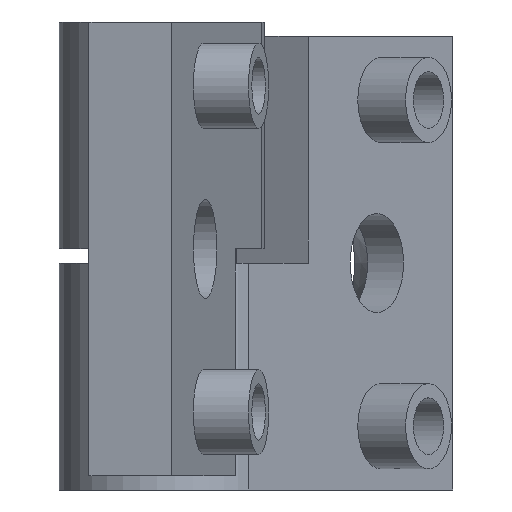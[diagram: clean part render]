
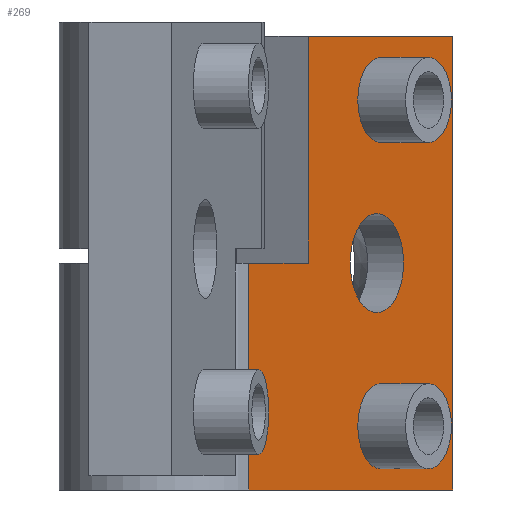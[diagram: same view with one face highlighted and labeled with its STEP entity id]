
A CAD part, left-side view. The second image highlights one B-rep face of the part: STEP entity #269.
In plain terms, the highlighted face is planar.
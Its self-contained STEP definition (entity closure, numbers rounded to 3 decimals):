
#23=LINE('',#432,#39);
#28=LINE('',#446,#44);
#33=LINE('',#455,#49);
#34=LINE('',#457,#50);
#35=LINE('',#459,#51);
#36=LINE('',#460,#52);
#39=VECTOR('',#356,16.);
#44=VECTOR('',#367,16.);
#49=VECTOR('',#376,7.859);
#50=VECTOR('',#377,26.859);
#51=VECTOR('',#378,32.);
#52=VECTOR('',#379,19.);
#62=PLANE('',#302);
#76=FACE_BOUND('',#120,.T.);
#77=FACE_BOUND('',#121,.T.);
#78=FACE_BOUND('',#122,.T.);
#92=FACE_OUTER_BOUND('',#119,.T.);
#119=EDGE_LOOP('',(#225,#226,#227,#228,#229,#230));
#120=EDGE_LOOP('',(#231));
#121=EDGE_LOOP('',(#232));
#122=EDGE_LOOP('',(#233));
#132=CIRCLE('',#286,3.);
#134=CIRCLE('',#290,3.);
#137=CIRCLE('',#296,3.5);
#145=VERTEX_POINT('',#412);
#147=VERTEX_POINT('',#418);
#150=VERTEX_POINT('',#427);
#151=VERTEX_POINT('',#430);
#152=VERTEX_POINT('',#431);
#155=VERTEX_POINT('',#439);
#158=VERTEX_POINT('',#444);
#161=VERTEX_POINT('',#456);
#162=VERTEX_POINT('',#458);
#168=EDGE_CURVE('',#145,#145,#132,.T.);
#170=EDGE_CURVE('',#147,#147,#134,.T.);
#173=EDGE_CURVE('',#150,#150,#137,.T.);
#174=EDGE_CURVE('',#151,#152,#23,.T.);
#181=EDGE_CURVE('',#155,#158,#28,.T.);
#186=EDGE_CURVE('',#152,#155,#33,.T.);
#187=EDGE_CURVE('',#158,#161,#34,.T.);
#188=EDGE_CURVE('',#161,#162,#35,.T.);
#189=EDGE_CURVE('',#162,#151,#36,.T.);
#225=ORIENTED_EDGE('',*,*,#186,.T.);
#226=ORIENTED_EDGE('',*,*,#181,.T.);
#227=ORIENTED_EDGE('',*,*,#187,.T.);
#228=ORIENTED_EDGE('',*,*,#188,.T.);
#229=ORIENTED_EDGE('',*,*,#189,.T.);
#230=ORIENTED_EDGE('',*,*,#174,.T.);
#231=ORIENTED_EDGE('',*,*,#168,.T.);
#232=ORIENTED_EDGE('',*,*,#170,.T.);
#233=ORIENTED_EDGE('',*,*,#173,.T.);
#269=ADVANCED_FACE('',(#92,#76,#77,#78),#62,.T.);
#286=AXIS2_PLACEMENT_3D('',#413,#332,#333);
#290=AXIS2_PLACEMENT_3D('',#419,#340,#341);
#296=AXIS2_PLACEMENT_3D('',#428,#352,#353);
#302=AXIS2_PLACEMENT_3D('',#454,#374,#375);
#332=DIRECTION('center_axis',(0.,1.,0.));
#333=DIRECTION('ref_axis',(-1.,0.,0.));
#340=DIRECTION('center_axis',(0.,1.,0.));
#341=DIRECTION('ref_axis',(-1.,0.,0.));
#352=DIRECTION('center_axis',(0.,1.,0.));
#353=DIRECTION('ref_axis',(1.,0.,0.));
#356=DIRECTION('',(0.,0.,1.));
#367=DIRECTION('',(0.,0.,1.));
#374=DIRECTION('center_axis',(0.,-1.,0.));
#375=DIRECTION('ref_axis',(0.,0.,-1.));
#376=DIRECTION('',(1.,0.,0.));
#377=DIRECTION('',(-1.,0.,0.));
#378=DIRECTION('',(0.,0.,-1.));
#379=DIRECTION('',(1.,0.,0.));
#412=CARTESIAN_POINT('',(-4.5,0.,11.5));
#413=CARTESIAN_POINT('Origin',(-7.5,0.,11.5));
#418=CARTESIAN_POINT('',(-4.5,0.,-11.5));
#419=CARTESIAN_POINT('Origin',(-7.5,0.,-11.5));
#427=CARTESIAN_POINT('',(-10.5,0.,0.));
#428=CARTESIAN_POINT('Origin',(-7.,0.,0.));
#430=CARTESIAN_POINT('',(2.,0.,-16.));
#431=CARTESIAN_POINT('',(2.,0.,0.));
#432=CARTESIAN_POINT('',(2.,0.,0.));
#439=CARTESIAN_POINT('',(9.859,0.,0.));
#444=CARTESIAN_POINT('',(9.859,0.,16.));
#446=CARTESIAN_POINT('',(9.859,0.,16.));
#454=CARTESIAN_POINT('Origin',(0.,0.,0.));
#455=CARTESIAN_POINT('',(11.5,0.,0.));
#456=CARTESIAN_POINT('',(-17.,0.,16.));
#457=CARTESIAN_POINT('',(17.,0.,16.));
#458=CARTESIAN_POINT('',(-17.,0.,-16.));
#459=CARTESIAN_POINT('',(-17.,0.,16.));
#460=CARTESIAN_POINT('',(-17.,0.,-16.));
